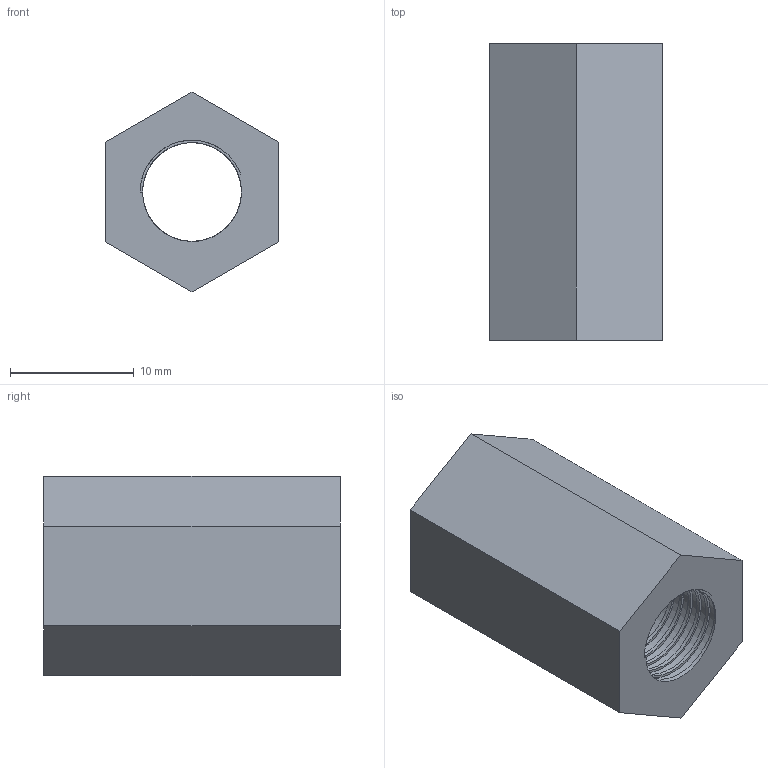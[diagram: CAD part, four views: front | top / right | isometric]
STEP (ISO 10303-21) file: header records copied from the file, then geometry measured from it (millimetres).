
FILE_DESCRIPTION(/* description */ ('STEP AP214'),/* implementation_level */ '2;1');
FILE_NAME(/* name */ '61fa9e1cde1f9b6a4c35e52b',/* time_stamp */ '2022-02-02T15:07:09+00:00',/* author */ (''),/* organization */ (''),/* preprocessor_version */ 'ST-DEVELOPER v18.101',/* originating_system */ ' ',/* authorisation */ ' ');
FILE_SCHEMA (('AUTOMOTIVE_DESIGN {1 0 10303 214 3 1 1}'));
Length unit declared in the file: metre
Products named in the file (1): Ecrou
Bounding box: 14 x 24 x 16.17 mm (x, y, z)
Volume: 2792.2 mm3; surface area: 2272.3 mm2
Topology: 1 solids, 1 shells, 14 faces, 36 edges, 24 vertices
Faces by surface type: plane 10, cylinder 2, bspline 2
Entity records: 2730 total; most frequent: CARTESIAN_POINT 2371, ORIENTED_EDGE 72, DIRECTION 60, EDGE_CURVE 36, LINE 26, VECTOR 26, VERTEX_POINT 24, AXIS2_PLACEMENT_3D 17
